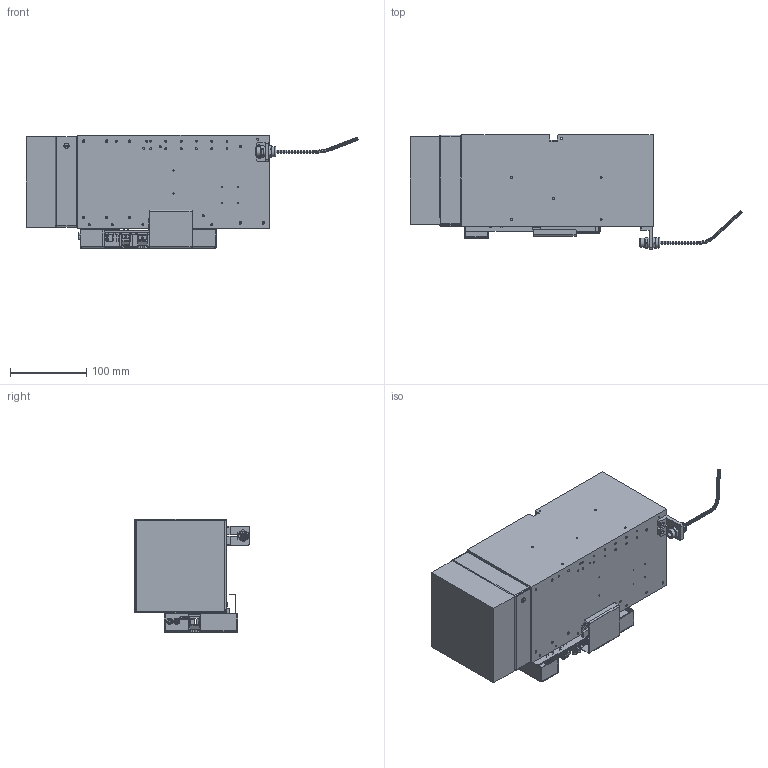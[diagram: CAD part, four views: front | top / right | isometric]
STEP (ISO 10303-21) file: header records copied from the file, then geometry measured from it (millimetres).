
FILE_DESCRIPTION (( 'STEP AP203' ), '1' );
FILE_NAME ('CCM_grand-LAV17_200-1carte.STEP', '2023-07-12T12:24:19', ( '' ), ( '' ), 'SwSTEP 2.0', 'SolidWorks 2021', '' );
FILE_SCHEMA (( 'CONFIG_CONTROL_DESIGN' ));
Length unit declared in the file: millimetre
Products named in the file (1): CCM_grand-LAV17_200-1carte
Bounding box: 434.42 x 150 x 148.15 mm (x, y, z)
Surface area: 1689798.2 mm2 (no closed solid volume)
Topology: 0 solids, 78 shells, 1511 faces, 5129 edges, 3653 vertices
Faces by surface type: plane 1002, cylinder 473, torus 23, cone 8, sphere 4, bspline 1
Full cylindrical faces by diameter (mm): 1.6 x6, 1.8 x2, 2.5 x33, 3 x25, 3.3 x14, 4 x31, 4.5 x2, 6.5 x1, 7.2 x1, 8 x2, 10.5 x1, 12 x1, 12.5 x1, 13.6 x2
Entity records: 56905 total; most frequent: CARTESIAN_POINT 12166, DIRECTION 9093, ORIENTED_EDGE 8315, EDGE_CURVE 4983, LINE 3673, VECTOR 3673, VERTEX_POINT 3640, AXIS2_PLACEMENT_3D 2710
